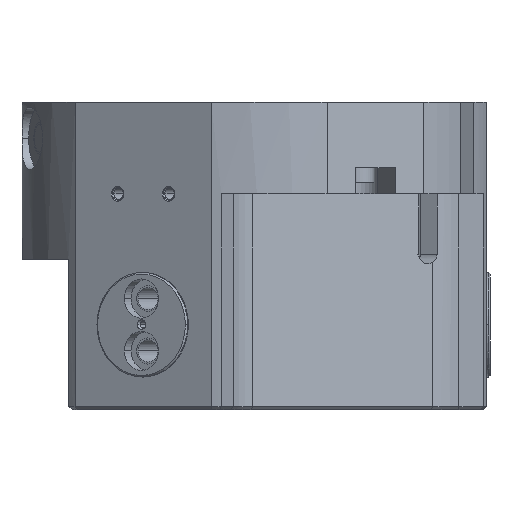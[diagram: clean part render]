
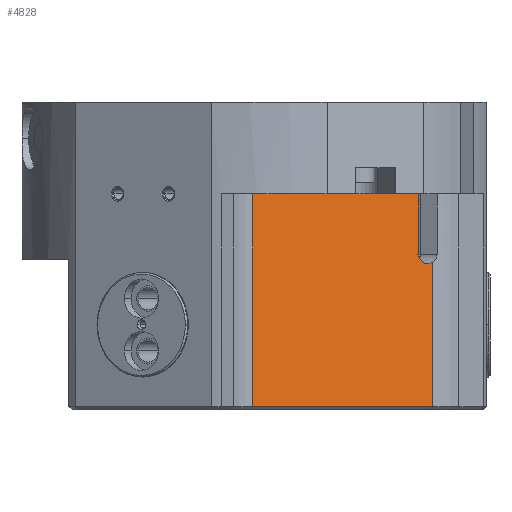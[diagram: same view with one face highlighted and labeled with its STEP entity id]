
A CAD part, left-side view. The second image highlights one B-rep face of the part: STEP entity #4828.
In plain terms, the highlighted planar face has unit normal (-0.866, -0.5, 0).
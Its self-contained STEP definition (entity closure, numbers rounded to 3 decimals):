
#1623=DIRECTION('',(0.5,-0.866,0.));
#1624=VECTOR('',#1623,58.626);
#1625=CARTESIAN_POINT('',(-60.923,1.522,66.));
#1626=LINE('',#1625,#1624);
#1671=CARTESIAN_POINT('',(-29.144,-53.522,
45.109));
#1673=CARTESIAN_POINT('',(-29.144,-53.522,
45.109));
#1674=CARTESIAN_POINT('',(-29.339,-53.183,
44.885));
#1675=CARTESIAN_POINT('',(-29.655,-52.635,
44.692));
#1676=CARTESIAN_POINT('',(-30.203,-51.687,
44.602));
#1677=CARTESIAN_POINT('',(-30.772,-50.701,
44.886));
#1678=CARTESIAN_POINT('',(-31.239,-49.893,
45.527));
#1679=CARTESIAN_POINT('',(-31.515,-49.415,
46.376));
#1680=CARTESIAN_POINT('',(-31.61,-49.25,46.949));
#1681=CARTESIAN_POINT('',(-31.61,-49.25,47.4));
#1697=DIRECTION('',(-0.5,0.866,0.));
#1698=VECTOR('',#1697,63.559);
#1699=CARTESIAN_POINT('',(-29.144,-53.522,
1.));
#1700=LINE('',#1699,#1698);
#1701=DIRECTION('',(0.,0.,1.));
#1702=VECTOR('',#1701,65.);
#1703=CARTESIAN_POINT('',(-60.923,1.522,1.));
#1704=LINE('',#1703,#1702);
#1705=DIRECTION('',(0.,0.,-1.));
#1706=VECTOR('',#1705,18.6);
#1707=CARTESIAN_POINT('',(-31.61,-49.25,66.));
#1708=LINE('',#1707,#1706);
#1709=DIRECTION('',(0.,0.,-1.));
#1710=VECTOR('',#1709,44.109);
#1711=CARTESIAN_POINT('',(-29.144,-53.522,
45.109));
#1712=LINE('',#1711,#1710);
#2803=CARTESIAN_POINT('',(-60.923,1.522,66.));
#2804=VERTEX_POINT('',#2803);
#2835=CARTESIAN_POINT('',(-29.144,-53.522,1.));
#2836=VERTEX_POINT('',#2835);
#2839=CARTESIAN_POINT('',(-60.923,1.522,1.));
#2840=VERTEX_POINT('',#2839);
#2866=VERTEX_POINT('',#1671);
#2871=VERTEX_POINT('',#1681);
#2880=CARTESIAN_POINT('',(-31.61,-49.25,66.));
#2881=VERTEX_POINT('',#2880);
#4813=CARTESIAN_POINT('',(-60.923,1.522,0.));
#4814=DIRECTION('',(0.866,0.5,0.));
#4815=DIRECTION('',(0.5,-0.866,0.));
#4816=AXIS2_PLACEMENT_3D('',#4813,#4814,#4815);
#4817=PLANE('',#4816);
#4818=ORIENTED_EDGE('',*,*,#4625,.T.);
#4820=ORIENTED_EDGE('',*,*,#4819,.T.);
#4821=ORIENTED_EDGE('',*,*,#4703,.T.);
#4823=ORIENTED_EDGE('',*,*,#4822,.T.);
#4824=ORIENTED_EDGE('',*,*,#4787,.F.);
#4825=ORIENTED_EDGE('',*,*,#4803,.T.);
#4826=EDGE_LOOP('',(#4818,#4820,#4821,#4823,#4824,#4825));
#4827=FACE_OUTER_BOUND('',#4826,.F.);
#1682=B_SPLINE_CURVE_WITH_KNOTS('',3,(#1673,#1674,#1675,#1676,#1677,#1678,#1679,
#1680,#1681),.UNSPECIFIED.,.F.,.F.,(4,1,1,1,1,1,4),(0.,0.125,0.25,0.5,
0.75,0.875,1.),.UNSPECIFIED.);
#4625=EDGE_CURVE('',#2836,#2840,#1700,.T.);
#4703=EDGE_CURVE('',#2804,#2881,#1626,.T.);
#4787=EDGE_CURVE('',#2866,#2871,#1682,.T.);
#4803=EDGE_CURVE('',#2866,#2836,#1712,.T.);
#4819=EDGE_CURVE('',#2840,#2804,#1704,.T.);
#4822=EDGE_CURVE('',#2881,#2871,#1708,.T.);
#4828=ADVANCED_FACE('',(#4827),#4817,.F.);
